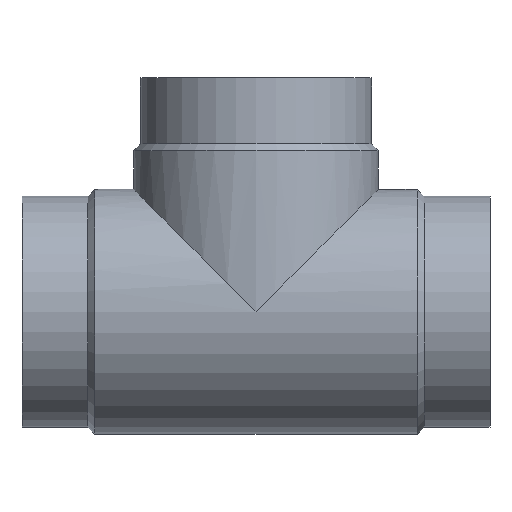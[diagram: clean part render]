
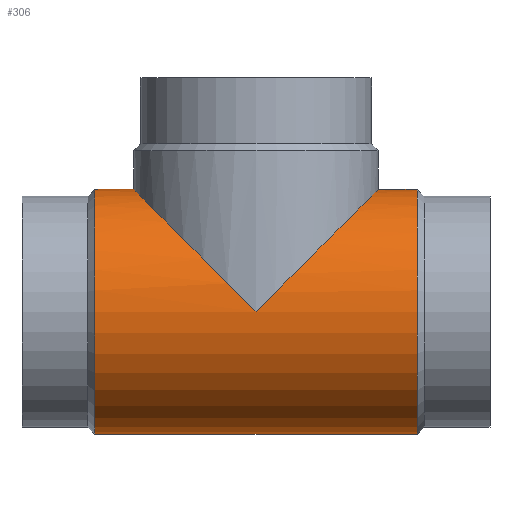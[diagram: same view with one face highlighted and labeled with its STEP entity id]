
A CAD part, top view. The second image highlights one B-rep face of the part: STEP entity #306.
In plain terms, the highlighted cylindrical face has radius 105.95 mm (diameter 211.9 mm), a partial arc.
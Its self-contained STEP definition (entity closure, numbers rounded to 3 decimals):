
#154 = EDGE_CURVE( '', #202, #206, #395, .T. );
#180 = VERTEX_POINT( '', #429 );
#202 = VERTEX_POINT( '', #454 );
#206 = VERTEX_POINT( '', #458 );
#220 = EDGE_CURVE( '', #270, #206, #473, .T. );
#246 = EDGE_CURVE( '', #342, #278, #502, .T. );
#252 = EDGE_CURVE( '', #180, #358, #508, .T. );
#270 = VERTEX_POINT( '', #528 );
#278 = VERTEX_POINT( '', #538 );
#306 = ADVANCED_FACE( '', ( #568 ), #569, .T. );
#320 = EDGE_CURVE( '', #358, #342, #584, .T. );
#322 = EDGE_CURVE( '', #202, #180, #586, .T. );
#332 = EDGE_CURVE( '', #278, #270, #596, .T. );
#342 = VERTEX_POINT( '', #607 );
#358 = VERTEX_POINT( '', #625 );
#395 = CIRCLE( '', #661, 105.95 );
#429 = CARTESIAN_POINT( '', ( -62.95, -105.95, 0. ) );
#454 = CARTESIAN_POINT( '', ( -342.05, -105.95, 0. ) );
#458 = CARTESIAN_POINT( '', ( -342.05, 105.95, 0. ) );
#473 = LINE( '', #756, #757 );
#502 = ELLIPSE( '', #795, 149.836, 105.95 );
#508 = CIRCLE( '', #802, 105.95 );
#528 = CARTESIAN_POINT( '', ( -308.45, 105.95, 0. ) );
#538 = CARTESIAN_POINT( '', ( -202.5, 0., 105.95 ) );
#568 = FACE_OUTER_BOUND( '', #876, .T. );
#569 = CYLINDRICAL_SURFACE( '', #877, 105.95 );
#584 = LINE( '', #899, #900 );
#586 = LINE( '', #903, #904 );
#596 = ELLIPSE( '', #921, 149.836, 105.95 );
#607 = CARTESIAN_POINT( '', ( -96.55, 105.95, 0. ) );
#625 = CARTESIAN_POINT( '', ( -62.95, 105.95, 0. ) );
#661 = AXIS2_PLACEMENT_3D( '', #979, #980, #981 );
#756 = CARTESIAN_POINT( '', ( -202.5, 105.95, 0. ) );
#757 = VECTOR( '', #1101, 1. );
#795 = AXIS2_PLACEMENT_3D( '', #1130, #1131, #1132 );
#802 = AXIS2_PLACEMENT_3D( '', #1133, #1134, #1135 );
#876 = EDGE_LOOP( '', ( #1214, #1215, #1216, #1217, #1218, #1219, #1220 ) );
#877 = AXIS2_PLACEMENT_3D( '', #1221, #1222, #1223 );
#899 = CARTESIAN_POINT( '', ( -202.5, 105.95, 0. ) );
#900 = VECTOR( '', #1246, 1. );
#903 = CARTESIAN_POINT( '', ( -202.5, -105.95, 0. ) );
#904 = VECTOR( '', #1247, 1. );
#921 = AXIS2_PLACEMENT_3D( '', #1256, #1257, #1258 );
#979 = CARTESIAN_POINT( '', ( -342.05, 0., 0. ) );
#980 = DIRECTION( '', ( -1., 0., 0. ) );
#981 = DIRECTION( '', ( 0., 1., 0. ) );
#1101 = DIRECTION( '', ( -1., 0., 0. ) );
#1130 = CARTESIAN_POINT( '', ( -202.5, 0., 0. ) );
#1131 = DIRECTION( '', ( 0.707, -0.707, 0. ) );
#1132 = DIRECTION( '', ( 0.707, 0.707, 0. ) );
#1133 = CARTESIAN_POINT( '', ( -62.95, 0., 0. ) );
#1134 = DIRECTION( '', ( -1., 0., 0. ) );
#1135 = DIRECTION( '', ( 0., 1., 0. ) );
#1214 = ORIENTED_EDGE( '', *, *, #320, .T. );
#1215 = ORIENTED_EDGE( '', *, *, #246, .T. );
#1216 = ORIENTED_EDGE( '', *, *, #332, .T. );
#1217 = ORIENTED_EDGE( '', *, *, #220, .T. );
#1218 = ORIENTED_EDGE( '', *, *, #154, .F. );
#1219 = ORIENTED_EDGE( '', *, *, #322, .T. );
#1220 = ORIENTED_EDGE( '', *, *, #252, .T. );
#1221 = CARTESIAN_POINT( '', ( -202.5, 0., 0. ) );
#1222 = DIRECTION( '', ( 1., 0., 0. ) );
#1223 = DIRECTION( '', ( 0., 1., 0. ) );
#1246 = DIRECTION( '', ( -1., 0., 0. ) );
#1247 = DIRECTION( '', ( 1., 0., 0. ) );
#1256 = CARTESIAN_POINT( '', ( -202.5, 0., 0. ) );
#1257 = DIRECTION( '', ( -0.707, -0.707, 0. ) );
#1258 = DIRECTION( '', ( 0.707, -0.707, 0. ) );
